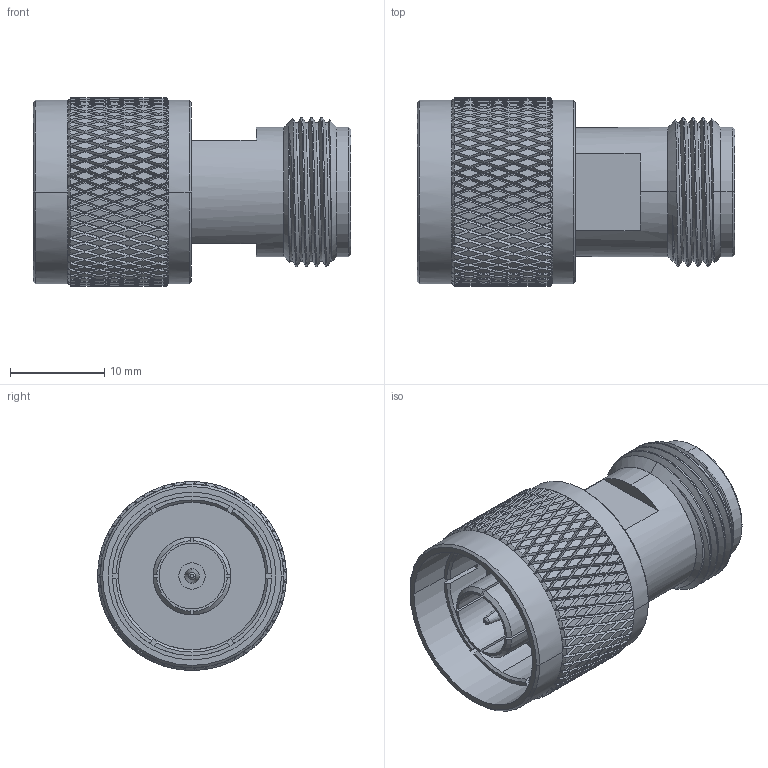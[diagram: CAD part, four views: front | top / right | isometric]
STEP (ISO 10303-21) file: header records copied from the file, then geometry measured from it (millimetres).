
FILE_DESCRIPTION (( 'STEP AP214' ), '1' );
FILE_NAME ('SM4002_3D.step', '2024-12-03T17:16:04', ( '' ), ( '' ), 'SwSTEP 2.0', 'SolidWorks 2022', '' );
FILE_SCHEMA (( 'AUTOMOTIVE_DESIGN' ));
Length unit declared in the file: inch
Products named in the file (1): SM4002_3D
Bounding box: 33.7 x 20 x 20 mm (x, y, z)
Volume: 4992.1 mm3; surface area: 4820.3 mm2
Topology: 1 solids, 1 shells, 2578 faces, 5304 edges, 2739 vertices
Faces by surface type: bspline 1765, cylinder 492, cone 252, plane 69
Entity records: 92751 total; most frequent: CARTESIAN_POINT 58266, ORIENTED_EDGE 10608, EDGE_CURVE 5304, DIRECTION 2855, VERTEX_POINT 2739, EDGE_LOOP 2589, FACE_OUTER_BOUND 2578, ADVANCED_FACE 2578
